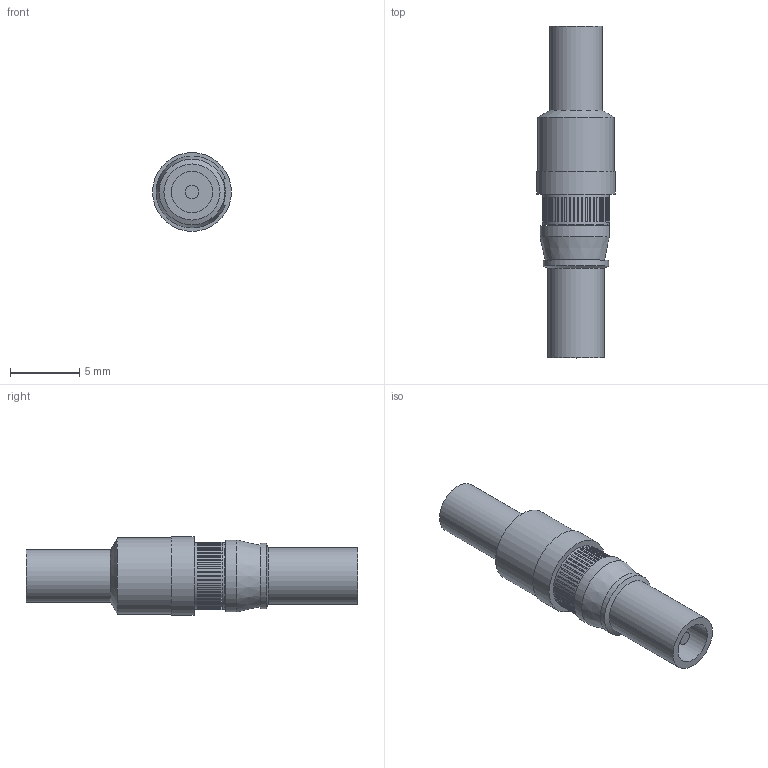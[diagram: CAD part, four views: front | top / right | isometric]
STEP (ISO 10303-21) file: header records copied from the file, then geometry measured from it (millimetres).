
FILE_DESCRIPTION(/* description */ (''),/* implementation_level */ '2;1');
FILE_NAME(/* name */ '100119909ugm000_b.stp',/* time_stamp */ '2013-12-20T09:47:29+01:00',/* author */ (''),/* organization */ (''),/* preprocessor_version */ 'ST-DEVELOPER v15',/* originating_system */ 'SIEMENS PLM Software NX 8.5',/* authorisation */ '');
FILE_SCHEMA (('AUTOMOTIVE_DESIGN { 1 0 10303 214 3 1 1 1 }'));
Length unit declared in the file: millimetre
Products named in the file (1): 100119909ugm000_b
Bounding box: 5.7 x 24 x 5.7 mm (x, y, z)
Volume: 260.2 mm3; surface area: 785.1 mm2
Topology: 1 solids, 1 shells, 286 faces, 668 edges, 442 vertices
Faces by surface type: plane 214, cylinder 66, cone 6
Full cylindrical faces by diameter (mm): 0.96 x1, 1.7 x1, 2.6 x1, 3 x2, 3.1 x1, 3.2 x1, 3.8 x1, 4 x1, 4.05 x1, 4.75 x1, 4.8 x1, 4.9 x1, 5.5 x1, 5.7 x1
Entity records: 8126 total; most frequent: DIRECTION 1456, CARTESIAN_POINT 1374, ORIENTED_EDGE 1292, EDGE_CURVE 646, AXIS2_PLACEMENT_3D 523, VERTEX_POINT 441, LINE 410, VECTOR 410
